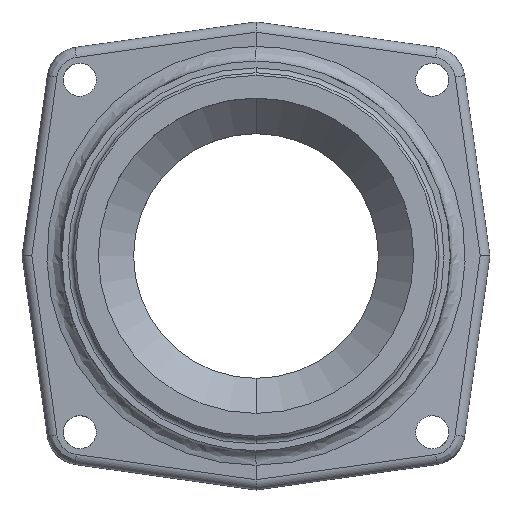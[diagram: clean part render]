
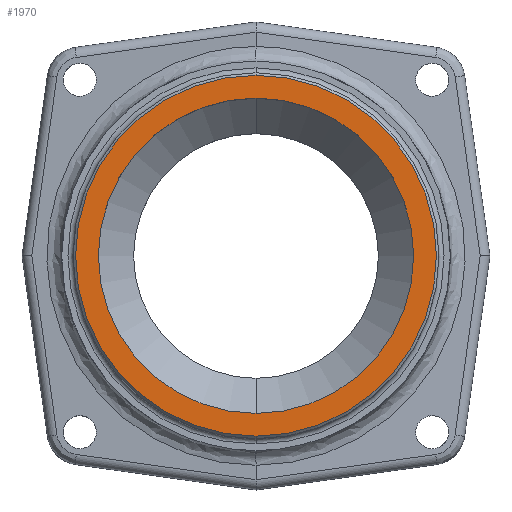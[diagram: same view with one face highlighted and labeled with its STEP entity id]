
A CAD part, top view. The second image highlights one B-rep face of the part: STEP entity #1970.
In plain terms, the highlighted planar face has unit normal (0, 0, 1).
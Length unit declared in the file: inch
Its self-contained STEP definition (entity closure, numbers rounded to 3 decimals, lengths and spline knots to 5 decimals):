
#527=CARTESIAN_POINT('',(0.,0.,2.34375));
#528=DIRECTION('',(0.,0.,1.));
#529=DIRECTION('',(0.,1.,0.));
#530=AXIS2_PLACEMENT_3D('',#527,#528,#529);
#541=CARTESIAN_POINT('',(0.,0.,2.34375));
#542=DIRECTION('',(0.,0.,-1.));
#543=DIRECTION('',(0.,1.,0.));
#544=AXIS2_PLACEMENT_3D('',#541,#542,#543);
#546=CARTESIAN_POINT('',(0.,0.,2.34375));
#547=DIRECTION('',(0.,0.,1.));
#548=DIRECTION('',(0.,1.,0.));
#549=AXIS2_PLACEMENT_3D('',#546,#547,#548);
#551=CARTESIAN_POINT('',(0.,0.,2.34375));
#552=DIRECTION('',(0.,0.,1.));
#553=DIRECTION('',(0.,-1.,0.));
#554=AXIS2_PLACEMENT_3D('',#551,#552,#553);
#1157=CARTESIAN_POINT('',(0.,1.9375,2.34375));
#1158=CARTESIAN_POINT('',(0.,-1.9375,2.34375));
#1159=VERTEX_POINT('',#1157);
#1160=VERTEX_POINT('',#1158);
#1261=CARTESIAN_POINT('',(0.,2.21725,2.34375));
#1262=CARTESIAN_POINT('',(0.,-2.21725,2.34375));
#1263=VERTEX_POINT('',#1261);
#1264=VERTEX_POINT('',#1262);
#1955=CARTESIAN_POINT('',(0.,0.,2.34375));
#1956=DIRECTION('',(0.,0.,1.));
#1957=DIRECTION('',(0.,1.,0.));
#1958=AXIS2_PLACEMENT_3D('',#1955,#1956,#1957);
#1959=PLANE('',#1958);
#1960=ORIENTED_EDGE('',*,*,#1949,.T.);
#1961=ORIENTED_EDGE('',*,*,#1935,.F.);
#1962=EDGE_LOOP('',(#1960,#1961));
#1963=FACE_OUTER_BOUND('',#1962,.F.);
#1965=ORIENTED_EDGE('',*,*,#1964,.T.);
#1967=ORIENTED_EDGE('',*,*,#1966,.T.);
#1968=EDGE_LOOP('',(#1965,#1967));
#1969=FACE_BOUND('',#1968,.F.);
#531=CIRCLE('',#530,2.21725);
#545=CIRCLE('',#544,2.21725);
#550=CIRCLE('',#549,1.9375);
#555=CIRCLE('',#554,1.9375);
#1935=EDGE_CURVE('',#1263,#1264,#531,.T.);
#1949=EDGE_CURVE('',#1263,#1264,#545,.T.);
#1964=EDGE_CURVE('',#1159,#1160,#550,.T.);
#1966=EDGE_CURVE('',#1160,#1159,#555,.T.);
#1970=ADVANCED_FACE('',(#1963,#1969),#1959,.T.);
